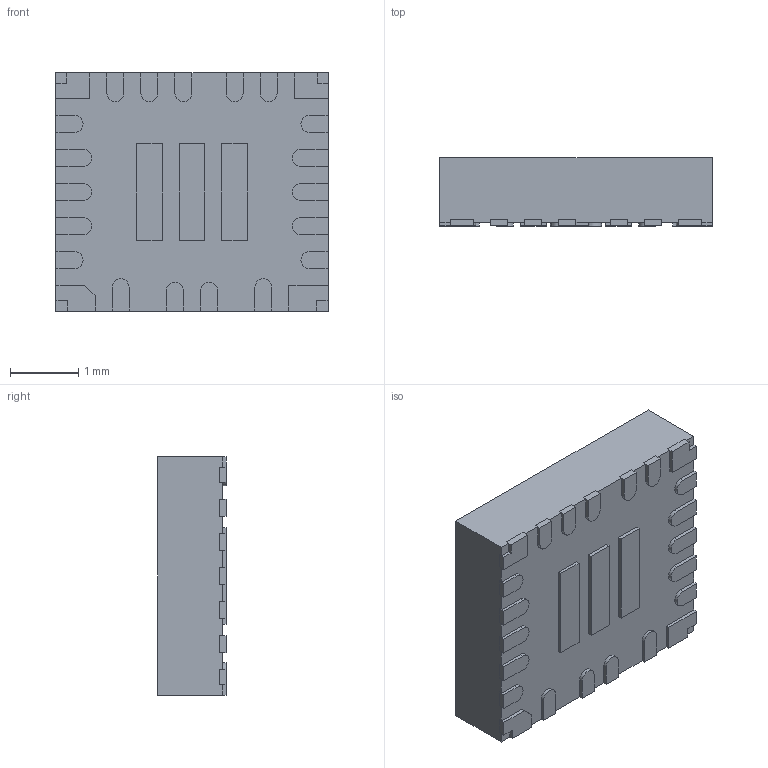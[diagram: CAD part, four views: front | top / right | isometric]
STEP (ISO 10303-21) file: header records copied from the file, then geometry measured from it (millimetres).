
FILE_DESCRIPTION (( 'STEP AP214' ), '1' );
FILE_NAME ('RPM26.STEP', '2024-05-14T12:21:44', ( '' ), ( '' ), 'SwSTEP 2.0', 'SolidWorks 2021', '' );
FILE_SCHEMA (( 'AUTOMOTIVE_DESIGN' ));
Length unit declared in the file: millimetre
Products named in the file (1): RPM26
Bounding box: 4 x 1 x 3.5 mm (x, y, z)
Volume: 13.5 mm3; surface area: 57.1 mm2
Topology: 28 solids, 28 shells, 304 faces, 732 edges, 488 vertices
Faces by surface type: plane 252, cylinder 52
Entity records: 9037 total; most frequent: CARTESIAN_POINT 1525, ORIENTED_EDGE 1464, DIRECTION 1446, EDGE_CURVE 732, LINE 628, VECTOR 628, VERTEX_POINT 488, AXIS2_PLACEMENT_3D 409
